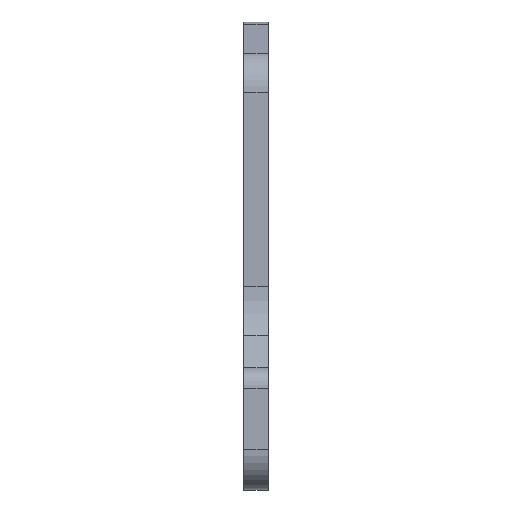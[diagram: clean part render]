
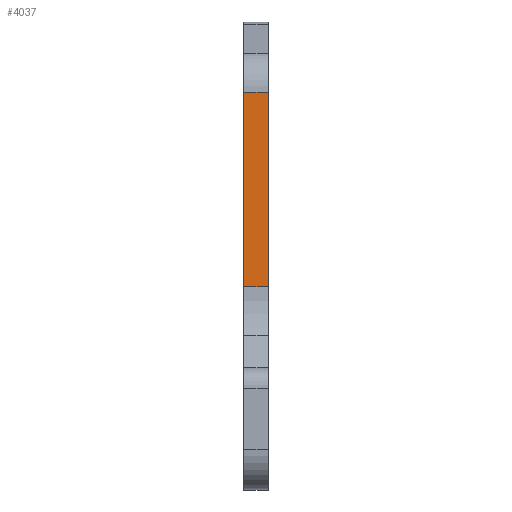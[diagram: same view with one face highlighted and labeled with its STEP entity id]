
A CAD part, left-side view. The second image highlights one B-rep face of the part: STEP entity #4037.
In plain terms, the highlighted planar face has unit normal (-1, 0, 0).
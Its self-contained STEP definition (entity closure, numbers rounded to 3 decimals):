
#174=PLANE('',#4231);
#382=FACE_OUTER_BOUND('',#622,.T.);
#622=EDGE_LOOP('',(#3598,#3599,#3600,#3601));
#954=LINE('',#6962,#1386);
#989=LINE('',#7077,#1421);
#992=LINE('',#7084,#1424);
#1055=LINE('',#7218,#1487);
#1386=VECTOR('',#4714,10.);
#1421=VECTOR('',#4823,10.);
#1424=VECTOR('',#4830,10.);
#1487=VECTOR('',#4915,10.);
#1951=VERTEX_POINT('',#6959);
#1952=VERTEX_POINT('',#6961);
#1995=VERTEX_POINT('',#7075);
#1997=VERTEX_POINT('',#7083);
#2464=EDGE_CURVE('',#1951,#1952,#954,.T.);
#2520=EDGE_CURVE('',#1952,#1995,#989,.T.);
#2523=EDGE_CURVE('',#1995,#1997,#992,.T.);
#2591=EDGE_CURVE('',#1997,#1951,#1055,.T.);
#3598=ORIENTED_EDGE('',*,*,#2520,.F.);
#3599=ORIENTED_EDGE('',*,*,#2464,.F.);
#3600=ORIENTED_EDGE('',*,*,#2591,.F.);
#3601=ORIENTED_EDGE('',*,*,#2523,.F.);
#4037=ADVANCED_FACE('',(#382),#174,.T.);
#4231=AXIS2_PLACEMENT_3D('',#7220,#4917,#4918);
#4714=DIRECTION('',(0.,0.,1.));
#4823=DIRECTION('',(0.,-1.,0.));
#4830=DIRECTION('',(0.,0.,-1.));
#4915=DIRECTION('',(0.,1.,0.));
#4917=DIRECTION('center_axis',(-1.,0.,0.));
#4918=DIRECTION('ref_axis',(0.,0.,1.));
#6959=CARTESIAN_POINT('',(128.96,6.,-24.445));
#6961=CARTESIAN_POINT('',(128.96,6.,23.347));
#6962=CARTESIAN_POINT('',(128.96,6.,30.555));
#7075=CARTESIAN_POINT('',(128.96,0.,23.347));
#7077=CARTESIAN_POINT('',(128.96,0.,23.347));
#7083=CARTESIAN_POINT('',(128.96,0.,-24.445));
#7084=CARTESIAN_POINT('',(128.96,0.,30.555));
#7218=CARTESIAN_POINT('',(128.96,0.,-24.445));
#7220=CARTESIAN_POINT('Origin',(128.96,0.,-44.445));
